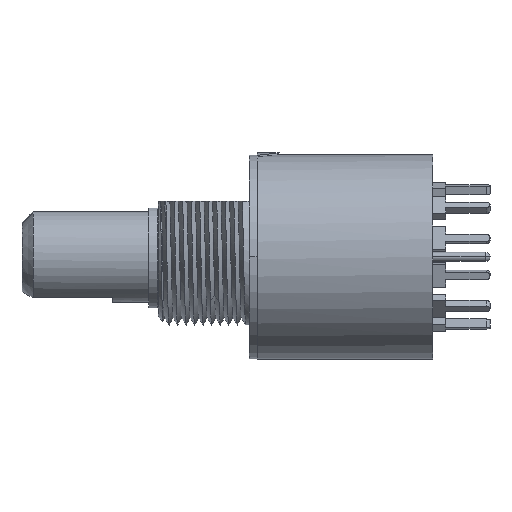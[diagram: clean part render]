
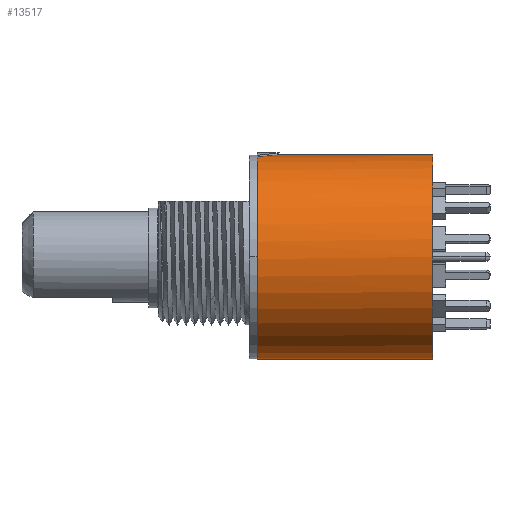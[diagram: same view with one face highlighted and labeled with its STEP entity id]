
A CAD part, left-side view. The second image highlights one B-rep face of the part: STEP entity #13517.
In plain terms, the highlighted cylindrical face has radius 7.137 mm (diameter 14.275 mm), a partial arc.
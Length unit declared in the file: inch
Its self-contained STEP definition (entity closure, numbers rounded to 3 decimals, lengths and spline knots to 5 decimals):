
#2204=CARTESIAN_POINT('',(0.,-0.363,0.));
#2205=DIRECTION('',(0.,1.,0.));
#2206=DIRECTION('',(0.,0.,-1.));
#2207=AXIS2_PLACEMENT_3D('',#2204,#2205,#2206);
#2219=DIRECTION('',(0.,-1.,0.));
#2220=VECTOR('',#2219,0.423);
#2221=CARTESIAN_POINT('',(0.,0.06,0.281));
#2222=LINE('',#2221,#2220);
#2240=CARTESIAN_POINT('',(-0.06,0.12,0.27452));
#2241=CARTESIAN_POINT('',(-0.04012,0.10012,
0.27886));
#2242=CARTESIAN_POINT('',(-0.02012,0.08012,0.281));
#2243=CARTESIAN_POINT('',(0.,0.06,0.281));
#2249=DIRECTION('',(0.,-1.,0.));
#2250=VECTOR('',#2249,0.483);
#2251=CARTESIAN_POINT('',(0.,0.12,-0.281));
#2252=LINE('',#2251,#2250);
#2258=CARTESIAN_POINT('',(0.,0.12,0.));
#2259=DIRECTION('',(0.,1.,0.));
#2260=DIRECTION('',(0.,0.,-1.));
#2261=AXIS2_PLACEMENT_3D('',#2258,#2259,#2260);
#8923=CARTESIAN_POINT('',(0.,-0.363,0.281));
#8924=CARTESIAN_POINT('',(0.,-0.363,-0.281));
#8925=VERTEX_POINT('',#8923);
#8926=VERTEX_POINT('',#8924);
#8935=CARTESIAN_POINT('',(0.,0.12,-0.281));
#8936=VERTEX_POINT('',#8935);
#8959=CARTESIAN_POINT('',(0.,0.06,0.281));
#8961=VERTEX_POINT('',#8959);
#8963=VERTEX_POINT('',#2240);
#13504=CARTESIAN_POINT('',(0.,0.392,0.));
#13505=DIRECTION('',(0.,1.,0.));
#13506=DIRECTION('',(0.,0.,1.));
#13507=AXIS2_PLACEMENT_3D('',#13504,#13505,#13506);
#13508=CYLINDRICAL_SURFACE('',#13507,0.281);
#13509=ORIENTED_EDGE('',*,*,#13485,.T.);
#13510=ORIENTED_EDGE('',*,*,#13409,.T.);
#13511=ORIENTED_EDGE('',*,*,#13376,.F.);
#13512=ORIENTED_EDGE('',*,*,#13406,.F.);
#13514=ORIENTED_EDGE('',*,*,#13513,.T.);
#13515=EDGE_LOOP('',(#13509,#13510,#13511,#13512,#13514));
#13516=FACE_OUTER_BOUND('',#13515,.F.);
#13517=ADVANCED_FACE('',(#13516),#13508,.T.);
#2208=CIRCLE('',#2207,0.281);
#2244=B_SPLINE_CURVE_WITH_KNOTS('',3,(#2240,#2241,#2242,#2243),.UNSPECIFIED.,
.F.,.F.,(4,4),(0.,1.),.UNSPECIFIED.);
#2262=CIRCLE('',#2261,0.281);
#13376=EDGE_CURVE('',#8926,#8925,#2208,.T.);
#13406=EDGE_CURVE('',#8936,#8926,#2252,.T.);
#13409=EDGE_CURVE('',#8961,#8925,#2222,.T.);
#13485=EDGE_CURVE('',#8963,#8961,#2244,.T.);
#13513=EDGE_CURVE('',#8936,#8963,#2262,.T.);
